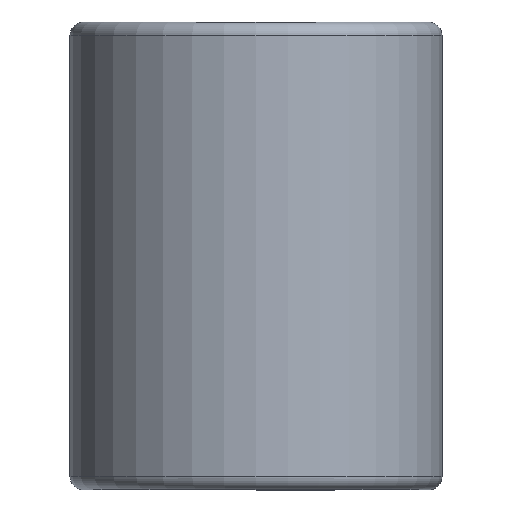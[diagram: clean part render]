
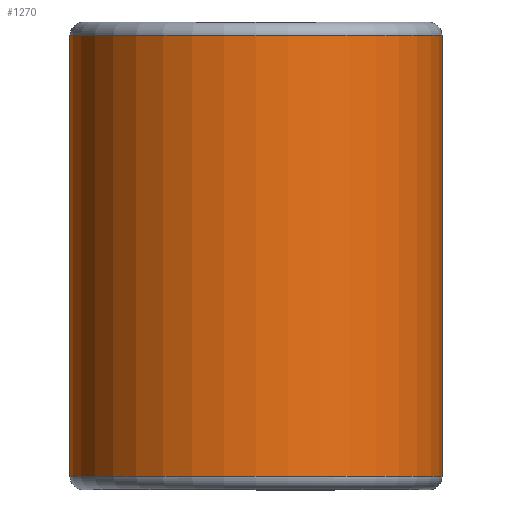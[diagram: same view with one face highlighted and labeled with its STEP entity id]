
A CAD part, top view. The second image highlights one B-rep face of the part: STEP entity #1270.
In plain terms, the highlighted cylindrical face has radius 10.744 mm (diameter 21.488 mm), a partial arc.
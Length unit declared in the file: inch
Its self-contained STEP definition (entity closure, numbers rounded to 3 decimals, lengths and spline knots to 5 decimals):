
#27 = ORIENTED_EDGE ( 'NONE', *, *, #720, .T. ) ;
#40 = EDGE_CURVE ( 'NONE', #1004, #662, #688, .T. ) ;
#139 = CARTESIAN_POINT ( 'NONE',  ( 0.423, 0.50125, 0. ) ) ;
#225 = ORIENTED_EDGE ( 'NONE', *, *, #40, .F. ) ;
#291 = DIRECTION ( 'NONE',  ( 0., -1., 0. ) ) ;
#309 = VERTEX_POINT ( 'NONE', #139 ) ;
#388 = CARTESIAN_POINT ( 'NONE',  ( 0., 0.50125, -0.423 ) ) ;
#397 = CARTESIAN_POINT ( 'NONE',  ( 0., 0.50125, -0.423 ) ) ;
#494 = EDGE_CURVE ( 'NONE', #662, #1488, #1762, .T. ) ;
#662 = VERTEX_POINT ( 'NONE', #1158 ) ;
#688 = CIRCLE ( 'NONE', #793, 0.423 ) ;
#720 = EDGE_CURVE ( 'NONE', #1004, #309, #2318, .T. ) ;
#793 = AXIS2_PLACEMENT_3D ( 'NONE', #2067, #1926, #1922 ) ;
#796 = AXIS2_PLACEMENT_3D ( 'NONE', #1381, #291, #1210 ) ;
#900 = DIRECTION ( 'NONE',  ( 0., 1., 0. ) ) ;
#973 = AXIS2_PLACEMENT_3D ( 'NONE', #2189, #1081, #2382 ) ;
#988 = ORIENTED_EDGE ( 'NONE', *, *, #494, .F. ) ;
#992 = FACE_OUTER_BOUND ( 'NONE', #1519, .T. ) ;
#1004 = VERTEX_POINT ( 'NONE', #1673 ) ;
#1081 = DIRECTION ( 'NONE',  ( 0., -1., 0. ) ) ;
#1091 = CARTESIAN_POINT ( 'NONE',  ( 0.423, 0.50125, 0. ) ) ;
#1158 = CARTESIAN_POINT ( 'NONE',  ( 0., -0.50125, -0.423 ) ) ;
#1210 = DIRECTION ( 'NONE',  ( 0., 0., -1. ) ) ;
#1238 = CYLINDRICAL_SURFACE ( 'NONE', #796, 0.423 ) ;
#1269 = VECTOR ( 'NONE', #900, 39.37008 ) ;
#1270 = ADVANCED_FACE ( 'NONE', ( #992 ), #1238, .T. ) ;
#1381 = CARTESIAN_POINT ( 'NONE',  ( 0., 0.5, 0. ) ) ;
#1488 = VERTEX_POINT ( 'NONE', #388 ) ;
#1519 = EDGE_LOOP ( 'NONE', ( #27, #2159, #988, #225 ) ) ;
#1523 = CIRCLE ( 'NONE', #973, 0.423 ) ;
#1673 = CARTESIAN_POINT ( 'NONE',  ( 0.423, -0.50125, 0. ) ) ;
#1759 = VECTOR ( 'NONE', #2212, 39.37008 ) ;
#1762 = LINE ( 'NONE', #397, #1269 ) ;
#1922 = DIRECTION ( 'NONE',  ( 0., 0., -1. ) ) ;
#1926 = DIRECTION ( 'NONE',  ( 0., -1., 0. ) ) ;
#1936 = EDGE_CURVE ( 'NONE', #309, #1488, #1523, .T. ) ;
#2067 = CARTESIAN_POINT ( 'NONE',  ( 0., -0.50125, 0. ) ) ;
#2159 = ORIENTED_EDGE ( 'NONE', *, *, #1936, .T. ) ;
#2189 = CARTESIAN_POINT ( 'NONE',  ( 0., 0.50125, 0. ) ) ;
#2212 = DIRECTION ( 'NONE',  ( 0., 1., 0. ) ) ;
#2318 = LINE ( 'NONE', #1091, #1759 ) ;
#2382 = DIRECTION ( 'NONE',  ( 0., 0., -1. ) ) ;
